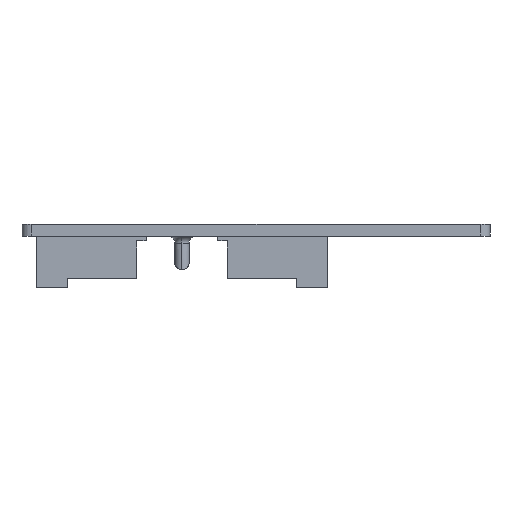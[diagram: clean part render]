
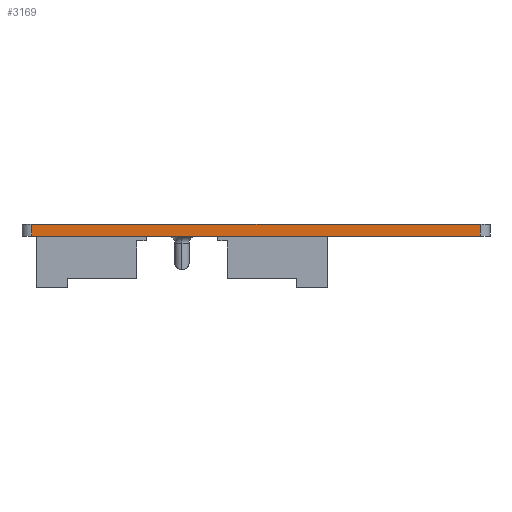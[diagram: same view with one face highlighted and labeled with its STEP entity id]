
A CAD part, left-side view. The second image highlights one B-rep face of the part: STEP entity #3169.
In plain terms, the highlighted planar face has unit normal (-1, 0, 0).
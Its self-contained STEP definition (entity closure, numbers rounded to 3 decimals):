
#264 = VERTEX_POINT ( 'NONE', #5799 ) ;
#726 = LINE ( 'NONE', #4676, #5897 ) ;
#758 = DIRECTION ( 'NONE',  ( 0., 0., 1. ) ) ;
#851 = PLANE ( 'NONE',  #6056 ) ;
#1062 = EDGE_LOOP ( 'NONE', ( #3798, #2112, #9927, #6279 ) ) ;
#1630 = CARTESIAN_POINT ( 'NONE',  ( 0., -2., 2.5 ) ) ;
#1803 = CARTESIAN_POINT ( 'NONE',  ( 0., -2., 0. ) ) ;
#1999 = VECTOR ( 'NONE', #758, 1000. ) ;
#2112 = ORIENTED_EDGE ( 'NONE', *, *, #3071, .T. ) ;
#2331 = DIRECTION ( 'NONE',  ( 0., 0., -1. ) ) ;
#2476 = VERTEX_POINT ( 'NONE', #1803 ) ;
#2477 = CARTESIAN_POINT ( 'NONE',  ( 0., -96., 2.5 ) ) ;
#2915 = LINE ( 'NONE', #9945, #8831 ) ;
#3071 = EDGE_CURVE ( 'NONE', #264, #8953, #5369, .T. ) ;
#3169 = ADVANCED_FACE ( 'NONE', ( #5663 ), #851, .F. ) ;
#3798 = ORIENTED_EDGE ( 'NONE', *, *, #4085, .T. ) ;
#4085 = EDGE_CURVE ( 'NONE', #2476, #264, #726, .T. ) ;
#4626 = DIRECTION ( 'NONE',  ( 0., -1., 0. ) ) ;
#4676 = CARTESIAN_POINT ( 'NONE',  ( 0., 0., 0. ) ) ;
#4906 = CARTESIAN_POINT ( 'NONE',  ( 0., 0., 2.5 ) ) ;
#5369 = LINE ( 'NONE', #6926, #1999 ) ;
#5467 = DIRECTION ( 'NONE',  ( 0., 1., 0. ) ) ;
#5663 = FACE_OUTER_BOUND ( 'NONE', #1062, .T. ) ;
#5799 = CARTESIAN_POINT ( 'NONE',  ( 0., -96., 0. ) ) ;
#5897 = VECTOR ( 'NONE', #4626, 1000. ) ;
#6056 = AXIS2_PLACEMENT_3D ( 'NONE', #4906, #9307, #5467 ) ;
#6184 = EDGE_CURVE ( 'NONE', #9830, #2476, #6372, .T. ) ;
#6279 = ORIENTED_EDGE ( 'NONE', *, *, #6184, .T. ) ;
#6372 = LINE ( 'NONE', #7028, #8263 ) ;
#6893 = EDGE_CURVE ( 'NONE', #9830, #8953, #2915, .T. ) ;
#6926 = CARTESIAN_POINT ( 'NONE',  ( 0., -96., 2.5 ) ) ;
#7028 = CARTESIAN_POINT ( 'NONE',  ( 0., -2., 2.5 ) ) ;
#8263 = VECTOR ( 'NONE', #2331, 1000. ) ;
#8831 = VECTOR ( 'NONE', #9232, 1000. ) ;
#8953 = VERTEX_POINT ( 'NONE', #2477 ) ;
#9232 = DIRECTION ( 'NONE',  ( 0., -1., 0. ) ) ;
#9307 = DIRECTION ( 'NONE',  ( 1., 0., 0. ) ) ;
#9830 = VERTEX_POINT ( 'NONE', #1630 ) ;
#9927 = ORIENTED_EDGE ( 'NONE', *, *, #6893, .F. ) ;
#9945 = CARTESIAN_POINT ( 'NONE',  ( 0., 0., 2.5 ) ) ;
